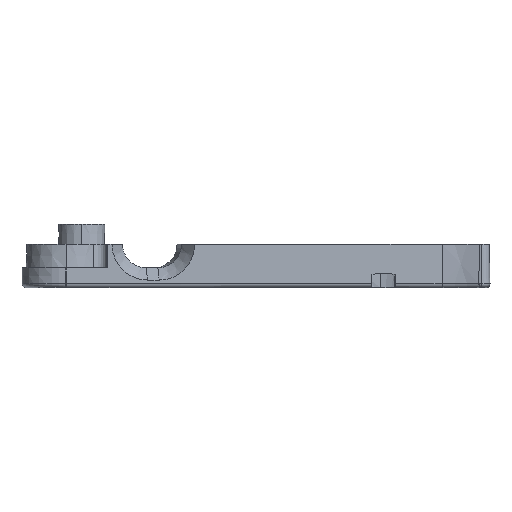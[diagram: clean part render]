
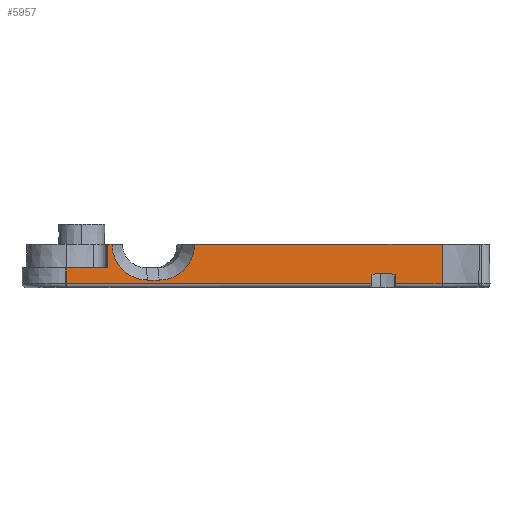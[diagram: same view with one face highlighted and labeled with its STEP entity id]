
A CAD part, top view. The second image highlights one B-rep face of the part: STEP entity #5957.
In plain terms, the highlighted planar face has unit normal (0.069, 0.018, 0.998).
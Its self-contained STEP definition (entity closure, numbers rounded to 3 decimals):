
#44 = LINE ( 'NONE', #450, #3862 ) ;
#69 = VERTEX_POINT ( 'NONE', #3044 ) ;
#210 = CARTESIAN_POINT ( 'NONE',  ( 47.806, 0.509, 2.316 ) ) ;
#295 = EDGE_CURVE ( 'NONE', #9021, #3188, #9176, .T. ) ;
#356 = DIRECTION ( 'NONE',  ( 0.998, 0., -0.069 ) ) ;
#397 = EDGE_CURVE ( 'NONE', #8779, #6569, #1375, .T. ) ;
#428 = CARTESIAN_POINT ( 'NONE',  ( 47.8, 5.5, 2.229 ) ) ;
#450 = CARTESIAN_POINT ( 'NONE',  ( 0.379, 5.5, 5.499 ) ) ;
#486 = CARTESIAN_POINT ( 'NONE',  ( 14.508, 0.954, 4.604 ) ) ;
#537 = VERTEX_POINT ( 'NONE', #428 ) ;
#554 = DIRECTION ( 'NONE',  ( 0.069, 0.017, 0.997 ) ) ;
#974 = VERTEX_POINT ( 'NONE', #7060 ) ;
#996 = LINE ( 'NONE', #4652, #6698 ) ;
#1061 = CARTESIAN_POINT ( 'NONE',  ( 5.866, 5.5, 5.121 ) ) ;
#1364 = CARTESIAN_POINT ( 'NONE',  ( 40., 1.804, 2.832 ) ) ;
#1375 = LINE ( 'NONE', #7165, #8715 ) ;
#1482 = CARTESIAN_POINT ( 'NONE',  ( 0.379, 5.5, 5.499 ) ) ;
#1529 = VECTOR ( 'NONE', #9163, 1000. ) ;
#1628 = CARTESIAN_POINT ( 'NONE',  ( 5.266, 5.415, 5.163 ) ) ;
#1763 = CARTESIAN_POINT ( 'NONE',  ( 10.361, 0.954, 4.89 ) ) ;
#1873 = CARTESIAN_POINT ( 'NONE',  ( 38.887, 1.695, 2.91 ) ) ;
#1891 = EDGE_CURVE ( 'NONE', #8779, #3681, #4113, .T. ) ;
#1898 = B_SPLINE_CURVE_WITH_KNOTS ( 'NONE', 3,
 ( #9116, #3383, #3444, #8422 ),
 .UNSPECIFIED., .F., .F.,
 ( 4, 4 ),
 ( 0., 0.001 ),
 .UNSPECIFIED. ) ;
#2006 = VERTEX_POINT ( 'NONE', #3153 ) ;
#2009 = EDGE_CURVE ( 'NONE', #974, #7583, #7216, .T. ) ;
#2072 = CARTESIAN_POINT ( 'NONE',  ( 0.02, 0.509, 5.611 ) ) ;
#2076 = CARTESIAN_POINT ( 'NONE',  ( 40.607, 1.827, 2.789 ) ) ;
#2092 = CARTESIAN_POINT ( 'NONE',  ( 0.02, 0.509, 5.611 ) ) ;
#2178 = ORIENTED_EDGE ( 'NONE', *, *, #3139, .F. ) ;
#2191 = DIRECTION ( 'NONE',  ( 0.998, 0., -0.069 ) ) ;
#2485 = CARTESIAN_POINT ( 'NONE',  ( 7.71, 0.954, 5.073 ) ) ;
#2492 = FACE_OUTER_BOUND ( 'NONE', #3871, .T. ) ;
#2630 = ORIENTED_EDGE ( 'NONE', *, *, #295, .F. ) ;
#2869 = VERTEX_POINT ( 'NONE', #4104 ) ;
#2930 = LINE ( 'NONE', #1482, #4610 ) ;
#2986 = VECTOR ( 'NONE', #5298, 1000. ) ;
#3044 = CARTESIAN_POINT ( 'NONE',  ( 40., 1.804, 2.832 ) ) ;
#3139 = EDGE_CURVE ( 'NONE', #537, #2006, #3300, .T. ) ;
#3153 = CARTESIAN_POINT ( 'NONE',  ( 47.806, 0.509, 2.316 ) ) ;
#3188 = VERTEX_POINT ( 'NONE', #7413 ) ;
#3249 = ORIENTED_EDGE ( 'NONE', *, *, #1891, .F. ) ;
#3300 = LINE ( 'NONE', #4559, #5210 ) ;
#3339 = CARTESIAN_POINT ( 'NONE',  ( 16.371, 2.843, 4.443 ) ) ;
#3383 = CARTESIAN_POINT ( 'NONE',  ( 39.258, 1.752, 2.884 ) ) ;
#3402 = PLANE ( 'NONE',  #3977 ) ;
#3422 = B_SPLINE_CURVE_WITH_KNOTS ( 'NONE', 3,
 ( #7757, #3495, #6355, #2092 ),
 .UNSPECIFIED., .F., .F.,
 ( 4, 4 ),
 ( 0., 0.002 ),
 .UNSPECIFIED. ) ;
#3444 = CARTESIAN_POINT ( 'NONE',  ( 39.629, 1.789, 2.858 ) ) ;
#3489 = EDGE_CURVE ( 'NONE', #5043, #537, #44, .T. ) ;
#3495 = CARTESIAN_POINT ( 'NONE',  ( 0.02, 1.836, 5.588 ) ) ;
#3585 = EDGE_CURVE ( 'NONE', #6215, #2869, #5087, .T. ) ;
#3681 = VERTEX_POINT ( 'NONE', #8707 ) ;
#3741 = CARTESIAN_POINT ( 'NONE',  ( 41.737, 6.223, 2.635 ) ) ;
#3823 =( BOUNDED_CURVE ( )  B_SPLINE_CURVE ( 3, ( #8324, #3339, #486, #5492 ),
 .UNSPECIFIED., .F., .T. ) 
 B_SPLINE_CURVE_WITH_KNOTS ( ( 4, 4 ),
 ( 4.702, 6.283 ),
 .UNSPECIFIED. ) 
 CURVE ( )  GEOMETRIC_REPRESENTATION_ITEM ( )  RATIONAL_B_SPLINE_CURVE ( ( 1., 0.802, 0.802, 1. ) ) 
 REPRESENTATION_ITEM ( '' )  );
#3845 = DIRECTION ( 'NONE',  ( 0.998, 0., -0.069 ) ) ;
#3862 = VECTOR ( 'NONE', #8312, 1000. ) ;
#3871 = EDGE_LOOP ( 'NONE', ( #2630, #7853, #2178, #8627, #7740, #4365, #5793, #7249, #3249, #6580, #8029, #4031, #6918, #4579, #5781 ) ) ;
#3977 = AXIS2_PLACEMENT_3D ( 'NONE', #4843, #554, #5548 ) ;
#4008 =( BOUNDED_CURVE ( )  B_SPLINE_CURVE ( 3, ( #1763, #2485, #5340, #1061 ),
 .UNSPECIFIED., .F., .F. ) 
 B_SPLINE_CURVE_WITH_KNOTS ( ( 4, 4 ),
 ( 0., 1.581 ),
 .UNSPECIFIED. ) 
 CURVE ( )  GEOMETRIC_REPRESENTATION_ITEM ( )  RATIONAL_B_SPLINE_CURVE ( ( 1., 0.802, 0.802, 1. ) ) 
 REPRESENTATION_ITEM ( '' )  );
#4031 = ORIENTED_EDGE ( 'NONE', *, *, #8244, .T. ) ;
#4104 = CARTESIAN_POINT ( 'NONE',  ( 38.868, 0.509, 2.932 ) ) ;
#4113 = LINE ( 'NONE', #1628, #5553 ) ;
#4226 = CARTESIAN_POINT ( 'NONE',  ( 41.214, 1.789, 2.748 ) ) ;
#4365 = ORIENTED_EDGE ( 'NONE', *, *, #2009, .T. ) ;
#4459 = DIRECTION ( 'NONE',  ( -0.019, 1., -0.016 ) ) ;
#4559 = CARTESIAN_POINT ( 'NONE',  ( 47.8, 5.5, 2.229 ) ) ;
#4579 = ORIENTED_EDGE ( 'NONE', *, *, #7178, .T. ) ;
#4584 = CARTESIAN_POINT ( 'NONE',  ( 5.866, 5.5, 5.121 ) ) ;
#4610 = VECTOR ( 'NONE', #2191, 1000. ) ;
#4652 = CARTESIAN_POINT ( 'NONE',  ( 47.806, 0.509, 2.316 ) ) ;
#4701 = VECTOR ( 'NONE', #3845, 1000. ) ;
#4843 = CARTESIAN_POINT ( 'NONE',  ( 0.379, 5.5, 5.499 ) ) ;
#4923 = LINE ( 'NONE', #210, #4701 ) ;
#5043 = VERTEX_POINT ( 'NONE', #9174 ) ;
#5087 = LINE ( 'NONE', #6381, #1529 ) ;
#5103 = EDGE_CURVE ( 'NONE', #3681, #8997, #2930, .T. ) ;
#5210 = VECTOR ( 'NONE', #8823, 1000. ) ;
#5298 = DIRECTION ( 'NONE',  ( -0.998, 0., 0.069 ) ) ;
#5340 = CARTESIAN_POINT ( 'NONE',  ( 5.843, 2.843, 5.169 ) ) ;
#5492 = CARTESIAN_POINT ( 'NONE',  ( 11.857, 0.954, 4.787 ) ) ;
#5548 = DIRECTION ( 'NONE',  ( 0.998, 0., -0.069 ) ) ;
#5553 = VECTOR ( 'NONE', #5878, 1000. ) ;
#5727 = DIRECTION ( 'NONE',  ( -0.998, 0., 0.069 ) ) ;
#5781 = ORIENTED_EDGE ( 'NONE', *, *, #7223, .T. ) ;
#5793 = ORIENTED_EDGE ( 'NONE', *, *, #9278, .T. ) ;
#5878 = DIRECTION ( 'NONE',  ( 0.016, 1., -0.019 ) ) ;
#5957 = ADVANCED_FACE ( 'NONE', ( #2492 ), #3402, .T. ) ;
#6215 = VERTEX_POINT ( 'NONE', #1873 ) ;
#6355 = CARTESIAN_POINT ( 'NONE',  ( 0.02, 1.172, 5.599 ) ) ;
#6381 = CARTESIAN_POINT ( 'NONE',  ( 38.938, 4.826, 2.852 ) ) ;
#6569 = VERTEX_POINT ( 'NONE', #8986 ) ;
#6580 = ORIENTED_EDGE ( 'NONE', *, *, #397, .T. ) ;
#6698 = VECTOR ( 'NONE', #356, 1000. ) ;
#6819 = CARTESIAN_POINT ( 'NONE',  ( 5.219, 2.5, 5.218 ) ) ;
#6918 = ORIENTED_EDGE ( 'NONE', *, *, #3585, .F. ) ;
#7060 = CARTESIAN_POINT ( 'NONE',  ( 11.857, 0.954, 4.787 ) ) ;
#7165 = CARTESIAN_POINT ( 'NONE',  ( 0.383, 2.5, 5.551 ) ) ;
#7178 = EDGE_CURVE ( 'NONE', #6215, #69, #1898, .T. ) ;
#7216 = LINE ( 'NONE', #7436, #2986 ) ;
#7223 = EDGE_CURVE ( 'NONE', #69, #3188, #7826, .T. ) ;
#7249 = ORIENTED_EDGE ( 'NONE', *, *, #5103, .F. ) ;
#7265 = VECTOR ( 'NONE', #4459, 1000. ) ;
#7413 = CARTESIAN_POINT ( 'NONE',  ( 41.821, 1.695, 2.708 ) ) ;
#7436 = CARTESIAN_POINT ( 'NONE',  ( 0.385, 0.954, 5.578 ) ) ;
#7583 = VERTEX_POINT ( 'NONE', #8292 ) ;
#7609 = EDGE_CURVE ( 'NONE', #5043, #974, #3823, .T. ) ;
#7740 = ORIENTED_EDGE ( 'NONE', *, *, #7609, .T. ) ;
#7757 = CARTESIAN_POINT ( 'NONE',  ( 0.019, 2.5, 5.576 ) ) ;
#7786 = EDGE_CURVE ( 'NONE', #9021, #2006, #4923, .T. ) ;
#7826 = B_SPLINE_CURVE_WITH_KNOTS ( 'NONE', 3,
 ( #1364, #2076, #4226, #9210 ),
 .UNSPECIFIED., .F., .F.,
 ( 4, 4 ),
 ( 0.001, 0.003 ),
 .UNSPECIFIED. ) ;
#7853 = ORIENTED_EDGE ( 'NONE', *, *, #7786, .T. ) ;
#8014 = VERTEX_POINT ( 'NONE', #2072 ) ;
#8029 = ORIENTED_EDGE ( 'NONE', *, *, #8391, .T. ) ;
#8244 = EDGE_CURVE ( 'NONE', #8014, #2869, #996, .T. ) ;
#8292 = CARTESIAN_POINT ( 'NONE',  ( 10.361, 0.954, 4.89 ) ) ;
#8312 = DIRECTION ( 'NONE',  ( 0.998, 0., -0.069 ) ) ;
#8324 = CARTESIAN_POINT ( 'NONE',  ( 16.341, 5.5, 4.398 ) ) ;
#8391 = EDGE_CURVE ( 'NONE', #6569, #8014, #3422, .T. ) ;
#8422 = CARTESIAN_POINT ( 'NONE',  ( 40., 1.804, 2.832 ) ) ;
#8627 = ORIENTED_EDGE ( 'NONE', *, *, #3489, .F. ) ;
#8707 = CARTESIAN_POINT ( 'NONE',  ( 5.268, 5.5, 5.162 ) ) ;
#8715 = VECTOR ( 'NONE', #5727, 1000. ) ;
#8779 = VERTEX_POINT ( 'NONE', #6819 ) ;
#8823 = DIRECTION ( 'NONE',  ( 0.001, -1., 0.017 ) ) ;
#8986 = CARTESIAN_POINT ( 'NONE',  ( 0.019, 2.5, 5.576 ) ) ;
#8997 = VERTEX_POINT ( 'NONE', #4584 ) ;
#9021 = VERTEX_POINT ( 'NONE', #9146 ) ;
#9116 = CARTESIAN_POINT ( 'NONE',  ( 38.887, 1.695, 2.91 ) ) ;
#9146 = CARTESIAN_POINT ( 'NONE',  ( 41.843, 0.509, 2.727 ) ) ;
#9163 = DIRECTION ( 'NONE',  ( -0.016, -1., 0.019 ) ) ;
#9174 = CARTESIAN_POINT ( 'NONE',  ( 16.341, 5.5, 4.398 ) ) ;
#9176 = LINE ( 'NONE', #3741, #7265 ) ;
#9210 = CARTESIAN_POINT ( 'NONE',  ( 41.821, 1.695, 2.708 ) ) ;
#9278 = EDGE_CURVE ( 'NONE', #7583, #8997, #4008, .T. ) ;
